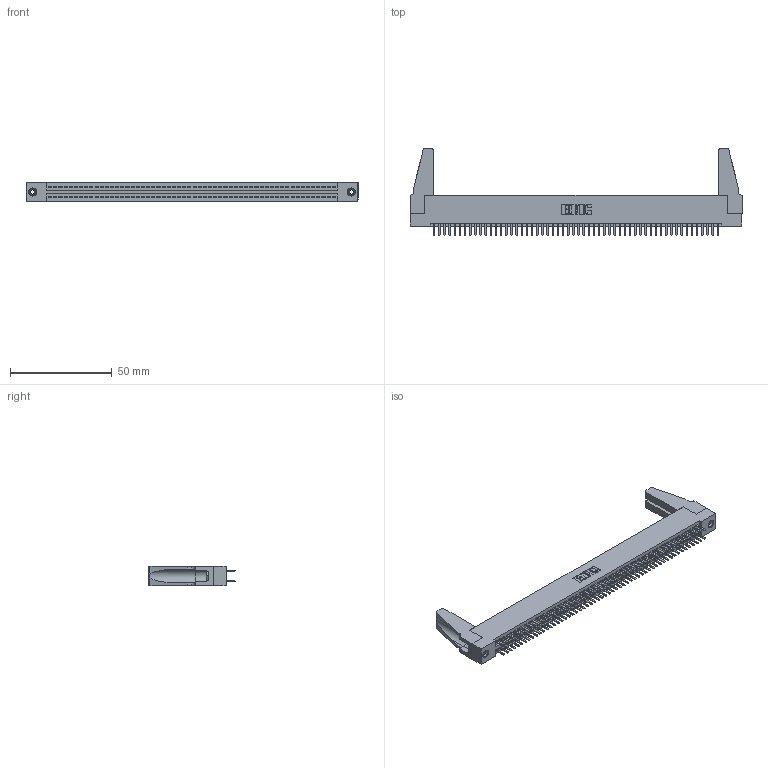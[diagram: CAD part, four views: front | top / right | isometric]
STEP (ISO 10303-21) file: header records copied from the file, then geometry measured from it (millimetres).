
FILE_DESCRIPTION (( 'STEP AP203' ), '1' );
FILE_NAME ('345-112-520-288.STEP', '2019-11-04T19:59:07', ( '' ), ( '' ), 'SwSTEP 2.0', 'SolidWorks 2016', '' );
FILE_SCHEMA (( 'CONFIG_CONTROL_DESIGN' ));
Length unit declared in the file: inch
Products named in the file (5): 345-220-078_345-220-088; 345-250-001_345-250-001-102; 345-292-001_345-293-120; 345-112-520-288; 345 Part_Flush Mounting Lugs - 0.156 Dia-TH
Assembly tree (117 placements, depth 2):
  345-112-520-288
    345 Part_Flush Mounting Lugs - 0.156 Dia-TH
    345-292-001_345-293-120  x112
    345-250-001_345-250-001-102  x2
    345-220-078_345-220-088  x2
Bounding box: 163.47 x 42.55 x 9.4 mm (x, y, z)
Volume: 19213.2 mm3; surface area: 26881.3 mm2
Topology: 117 solids, 117 shells, 6298 faces, 18239 edges, 11850 vertices
Faces by surface type: plane 4072, cylinder 2210, cone 12, torus 4
Entity records: 44316 total; most frequent: CARTESIAN_POINT 7422, ORIENTED_EDGE 7304, DIRECTION 6520, EDGE_CURVE 3652, LINE 3250, VECTOR 3250, VERTEX_POINT 2426, AXIS2_PLACEMENT_3D 1635
